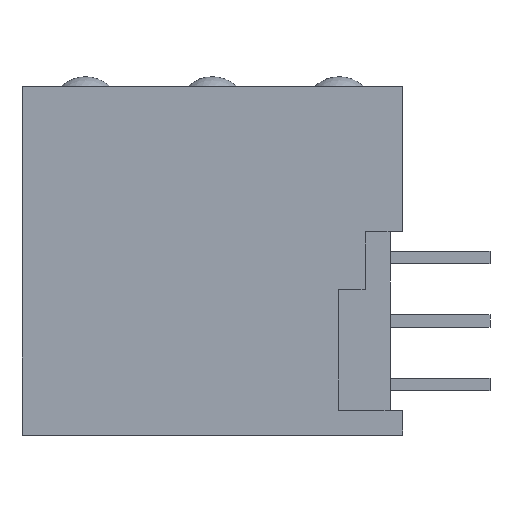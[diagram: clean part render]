
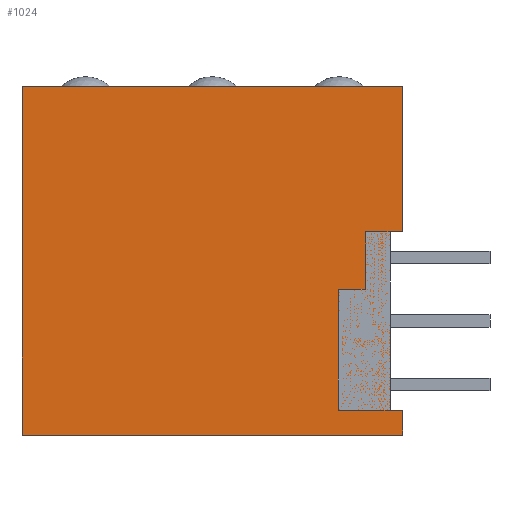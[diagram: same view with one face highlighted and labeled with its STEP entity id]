
A CAD part, left-side view. The second image highlights one B-rep face of the part: STEP entity #1024.
In plain terms, the highlighted planar face has unit normal (-1, 0, 0).
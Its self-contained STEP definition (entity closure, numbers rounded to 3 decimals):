
#844 = VERTEX_POINT ( 'NONE', #6244 ) ;
#903 = EDGE_CURVE ( 'NONE', #844, #909, #6363, .T. ) ;
#909 = VERTEX_POINT ( 'NONE', #6350 ) ;
#941 = EDGE_CURVE ( 'NONE', #1582, #962, #6410, .T. ) ;
#962 = VERTEX_POINT ( 'NONE', #6495 ) ;
#996 = EDGE_CURVE ( 'NONE', #962, #1454, #6563, .T. ) ;
#1004 = EDGE_LOOP ( 'NONE', ( #1027, #1023, #1026, #1029, #1025, #1030, #1028, #1653 ) ) ;
#1023 = ORIENTED_EDGE ( 'NONE', *, *, #903, .F. ) ;
#1024 = ADVANCED_FACE ( 'NONE', ( #6602 ), #6564, .F. ) ;
#1025 = ORIENTED_EDGE ( 'NONE', *, *, #941, .F. ) ;
#1026 = ORIENTED_EDGE ( 'NONE', *, *, #1462, .F. ) ;
#1027 = ORIENTED_EDGE ( 'NONE', *, *, #1445, .F. ) ;
#1028 = ORIENTED_EDGE ( 'NONE', *, *, #1615, .T. ) ;
#1029 = ORIENTED_EDGE ( 'NONE', *, *, #996, .F. ) ;
#1030 = ORIENTED_EDGE ( 'NONE', *, *, #1570, .T. ) ;
#1445 = EDGE_CURVE ( 'NONE', #909, #1449, #7823, .T. ) ;
#1449 = VERTEX_POINT ( 'NONE', #7755 ) ;
#1454 = VERTEX_POINT ( 'NONE', #7853 ) ;
#1462 = EDGE_CURVE ( 'NONE', #1454, #844, #7849, .T. ) ;
#1563 = VERTEX_POINT ( 'NONE', #8080 ) ;
#1570 = EDGE_CURVE ( 'NONE', #1582, #1595, #8065, .T. ) ;
#1582 = VERTEX_POINT ( 'NONE', #8135 ) ;
#1595 = VERTEX_POINT ( 'NONE', #8168 ) ;
#1615 = EDGE_CURVE ( 'NONE', #1595, #1563, #8189, .T. ) ;
#1630 = EDGE_CURVE ( 'NONE', #1449, #1563, #8258, .T. ) ;
#1653 = ORIENTED_EDGE ( 'NONE', *, *, #1630, .F. ) ;
#6244 = CARTESIAN_POINT ( 'NONE',  ( -2.16, -7.12, 1.155 ) ) ;
#6350 = CARTESIAN_POINT ( 'NONE',  ( -2.16, -7.12, -5.985 ) ) ;
#6360 = DIRECTION ( 'NONE',  ( 0., 0., -1. ) ) ;
#6361 = VECTOR ( 'NONE', #6360, 1000. ) ;
#6362 = CARTESIAN_POINT ( 'NONE',  ( -2.16, -7.12, -16.927 ) ) ;
#6363 = LINE ( 'NONE', #6362, #6361 ) ;
#6407 = DIRECTION ( 'NONE',  ( 0., -1., 0. ) ) ;
#6408 = VECTOR ( 'NONE', #6407, 1000. ) ;
#6409 = CARTESIAN_POINT ( 'NONE',  ( -2.16, 7.62, 6.985 ) ) ;
#6410 = LINE ( 'NONE', #6409, #6408 ) ;
#6495 = CARTESIAN_POINT ( 'NONE',  ( -2.16, -7.62, 6.985 ) ) ;
#6560 = DIRECTION ( 'NONE',  ( 0., 0., -1. ) ) ;
#6561 = VECTOR ( 'NONE', #6560, 1000. ) ;
#6562 = CARTESIAN_POINT ( 'NONE',  ( -2.16, -7.62, 6.985 ) ) ;
#6563 = LINE ( 'NONE', #6562, #6561 ) ;
#6564 = PLANE ( 'NONE',  #6591 ) ;
#6591 = AXIS2_PLACEMENT_3D ( 'NONE', #6617, #6616, #6615 ) ;
#6602 = FACE_OUTER_BOUND ( 'NONE', #1004, .T. ) ;
#6615 = DIRECTION ( 'NONE',  ( 0., 0., -1. ) ) ;
#6616 = DIRECTION ( 'NONE',  ( 1., 0., 0. ) ) ;
#6617 = CARTESIAN_POINT ( 'NONE',  ( -2.16, -6.12, 6.985 ) ) ;
#7755 = CARTESIAN_POINT ( 'NONE',  ( -2.16, -7.62, -5.985 ) ) ;
#7819 = DIRECTION ( 'NONE',  ( 0., -1., 0. ) ) ;
#7820 = VECTOR ( 'NONE', #7819, 1000. ) ;
#7821 = CARTESIAN_POINT ( 'NONE',  ( -2.16, -5.041, -5.985 ) ) ;
#7823 = LINE ( 'NONE', #7821, #7820 ) ;
#7849 = LINE ( 'NONE', #7885, #7884 ) ;
#7853 = CARTESIAN_POINT ( 'NONE',  ( -2.16, -7.62, 1.155 ) ) ;
#7883 = DIRECTION ( 'NONE',  ( 0., 1., 0. ) ) ;
#7884 = VECTOR ( 'NONE', #7883, 1000. ) ;
#7885 = CARTESIAN_POINT ( 'NONE',  ( -2.16, -7.62, 1.155 ) ) ;
#8065 = LINE ( 'NONE', #8090, #8089 ) ;
#8080 = CARTESIAN_POINT ( 'NONE',  ( -2.16, -7.62, -6.985 ) ) ;
#8088 = DIRECTION ( 'NONE',  ( 0., 0., -1. ) ) ;
#8089 = VECTOR ( 'NONE', #8088, 1000. ) ;
#8090 = CARTESIAN_POINT ( 'NONE',  ( -2.16, 7.62, 6.985 ) ) ;
#8135 = CARTESIAN_POINT ( 'NONE',  ( -2.16, 7.62, 6.985 ) ) ;
#8168 = CARTESIAN_POINT ( 'NONE',  ( -2.16, 7.62, -6.985 ) ) ;
#8185 = DIRECTION ( 'NONE',  ( 0., -1., 0. ) ) ;
#8186 = VECTOR ( 'NONE', #8185, 1000. ) ;
#8187 = CARTESIAN_POINT ( 'NONE',  ( -2.16, 7.62, -6.985 ) ) ;
#8189 = LINE ( 'NONE', #8187, #8186 ) ;
#8255 = DIRECTION ( 'NONE',  ( 0., 0., -1. ) ) ;
#8256 = VECTOR ( 'NONE', #8255, 1000. ) ;
#8257 = CARTESIAN_POINT ( 'NONE',  ( -2.16, -7.62, -5.985 ) ) ;
#8258 = LINE ( 'NONE', #8257, #8256 ) ;
